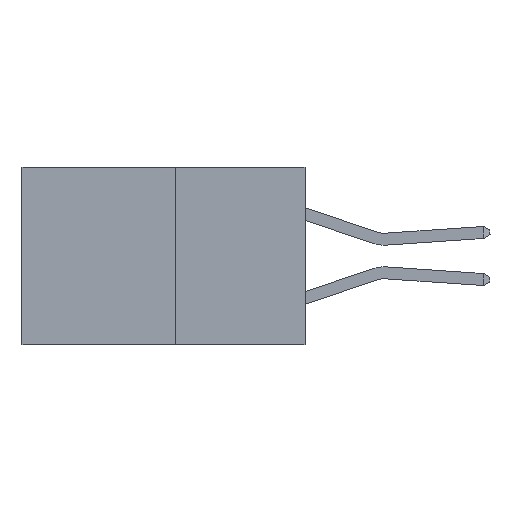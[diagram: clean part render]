
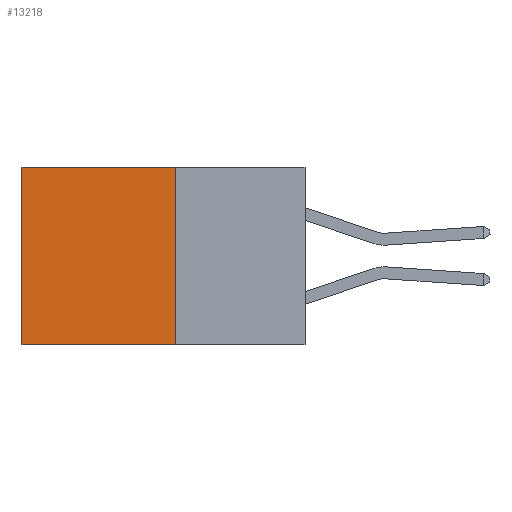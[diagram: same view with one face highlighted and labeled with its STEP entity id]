
A CAD part, left-side view. The second image highlights one B-rep face of the part: STEP entity #13218.
In plain terms, the highlighted planar face has unit normal (-1, 0, 0).
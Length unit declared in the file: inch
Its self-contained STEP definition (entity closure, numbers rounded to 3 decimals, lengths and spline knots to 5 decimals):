
#114 = ORIENTED_EDGE ( 'NONE', *, *, #6536, .T. ) ;
#186 = DIRECTION ( 'NONE',  ( 0., 1., 0. ) ) ;
#436 = CARTESIAN_POINT ( 'NONE',  ( 0.277, 0.27, 0. ) ) ;
#693 = VECTOR ( 'NONE', #186, 39.37008 ) ;
#851 = CARTESIAN_POINT ( 'NONE',  ( 0.277, 0.27, -0.37 ) ) ;
#3702 = LINE ( 'NONE', #10156, #14997 ) ;
#4312 = VECTOR ( 'NONE', #18396, 39.37008 ) ;
#4536 = CARTESIAN_POINT ( 'NONE',  ( 0.277, 0.27, 0. ) ) ;
#5098 = AXIS2_PLACEMENT_3D ( 'NONE', #851, #16251, #7141 ) ;
#5522 = PLANE ( 'NONE',  #5098 ) ;
#6536 = EDGE_CURVE ( 'NONE', #10378, #7424, #3702, .T. ) ;
#6704 = VERTEX_POINT ( 'NONE', #4536 ) ;
#7141 = DIRECTION ( 'NONE',  ( 0., 0., -1. ) ) ;
#7424 = VERTEX_POINT ( 'NONE', #13578 ) ;
#7685 = DIRECTION ( 'NONE',  ( 0., 1., 0. ) ) ;
#8985 = VECTOR ( 'NONE', #7685, 39.37008 ) ;
#9694 = EDGE_CURVE ( 'NONE', #6704, #10378, #13017, .T. ) ;
#10156 = CARTESIAN_POINT ( 'NONE',  ( 0.277, 0.59, -0.37 ) ) ;
#10378 = VERTEX_POINT ( 'NONE', #13903 ) ;
#10902 = ORIENTED_EDGE ( 'NONE', *, *, #9694, .T. ) ;
#11294 = CARTESIAN_POINT ( 'NONE',  ( 0.277, 0.27, -0.37 ) ) ;
#12535 = LINE ( 'NONE', #16836, #4312 ) ;
#13017 = LINE ( 'NONE', #436, #693 ) ;
#13218 = ADVANCED_FACE ( 'NONE', ( #16613 ), #5522, .F. ) ;
#13578 = CARTESIAN_POINT ( 'NONE',  ( 0.277, 0.59, -0.37 ) ) ;
#13903 = CARTESIAN_POINT ( 'NONE',  ( 0.277, 0.59, 0. ) ) ;
#14137 = ORIENTED_EDGE ( 'NONE', *, *, #15396, .F. ) ;
#14926 = EDGE_LOOP ( 'NONE', ( #114, #14137, #19043, #10902 ) ) ;
#14997 = VECTOR ( 'NONE', #16464, 39.37008 ) ;
#15396 = EDGE_CURVE ( 'NONE', #15642, #7424, #17020, .T. ) ;
#15450 = EDGE_CURVE ( 'NONE', #6704, #15642, #12535, .T. ) ;
#15642 = VERTEX_POINT ( 'NONE', #11294 ) ;
#16251 = DIRECTION ( 'NONE',  ( 1., 0., 0. ) ) ;
#16464 = DIRECTION ( 'NONE',  ( 0., 0., -1. ) ) ;
#16613 = FACE_OUTER_BOUND ( 'NONE', #14926, .T. ) ;
#16836 = CARTESIAN_POINT ( 'NONE',  ( 0.277, 0.27, -0.37 ) ) ;
#17020 = LINE ( 'NONE', #19738, #8985 ) ;
#18396 = DIRECTION ( 'NONE',  ( 0., 0., -1. ) ) ;
#19043 = ORIENTED_EDGE ( 'NONE', *, *, #15450, .F. ) ;
#19738 = CARTESIAN_POINT ( 'NONE',  ( 0.277, 0.27, -0.37 ) ) ;
